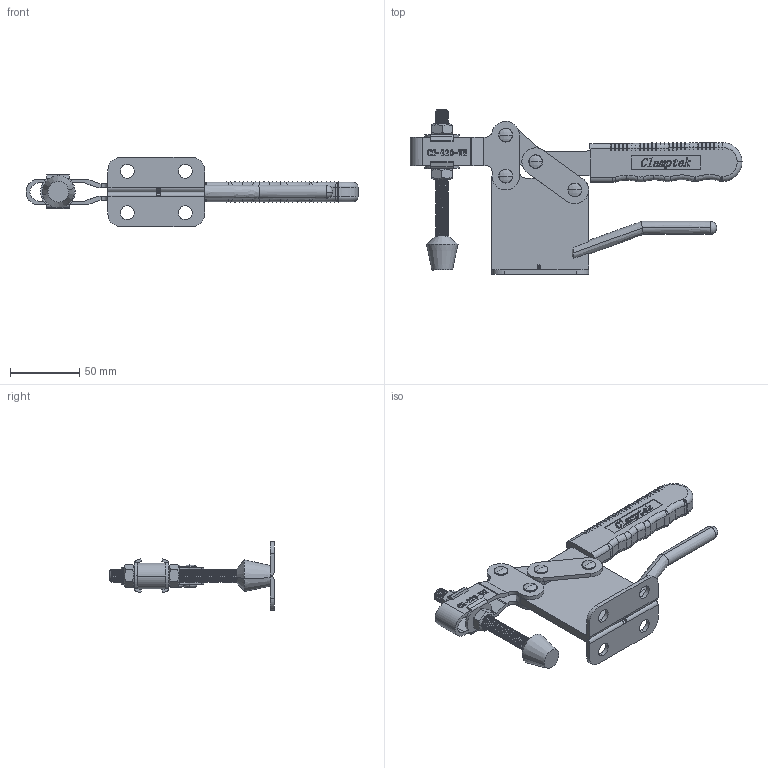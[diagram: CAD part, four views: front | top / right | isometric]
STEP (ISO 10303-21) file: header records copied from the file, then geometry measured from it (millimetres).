
FILE_DESCRIPTION (( 'STEP AP203' ), '1' );
FILE_NAME ('CH-220-WH.STEP', '2011-05-17T06:20:55', ( '微软用户' ), ( '微软中国' ), 'SwSTEP 2.0', 'SolidWorks 2010', '' );
FILE_SCHEMA (( 'CONFIG_CONTROL_DESIGN' ));
Products named in the file (10): 200-W-03; 38312-01; 220-WH-02; CH-220-WH; 220-WLH-01-05_默认<按加工>; 200-W-04; 200-W-06; 200-W-05; 38412; FW380
Assembly tree (15 placements, depth 2):
  CH-220-WH
    200-W-05  x4
    FW380  x2
    220-WH-02
    200-W-04  x2
    200-W-03
    38312-01  x2
    220-WLH-01-05_默认<按加工>
    200-W-06
    38412
Bounding box: 240.44 x 119.06 x 50 mm (x, y, z)
Volume: 128113.9 mm3; surface area: 70562 mm2
Topology: 15 solids, 16 shells, 1628 faces, 4310 edges, 2765 vertices
Faces by surface type: plane 624, cylinder 475, bspline 346, torus 112, cone 55, sphere 16
Entity records: 83333 total; most frequent: CARTESIAN_POINT 47450, ORIENTED_EDGE 8006, DIRECTION 6026, EDGE_CURVE 4003, VERTEX_POINT 2577, VECTOR 2258, LINE 2258, AXIS2_PLACEMENT_3D 1884
